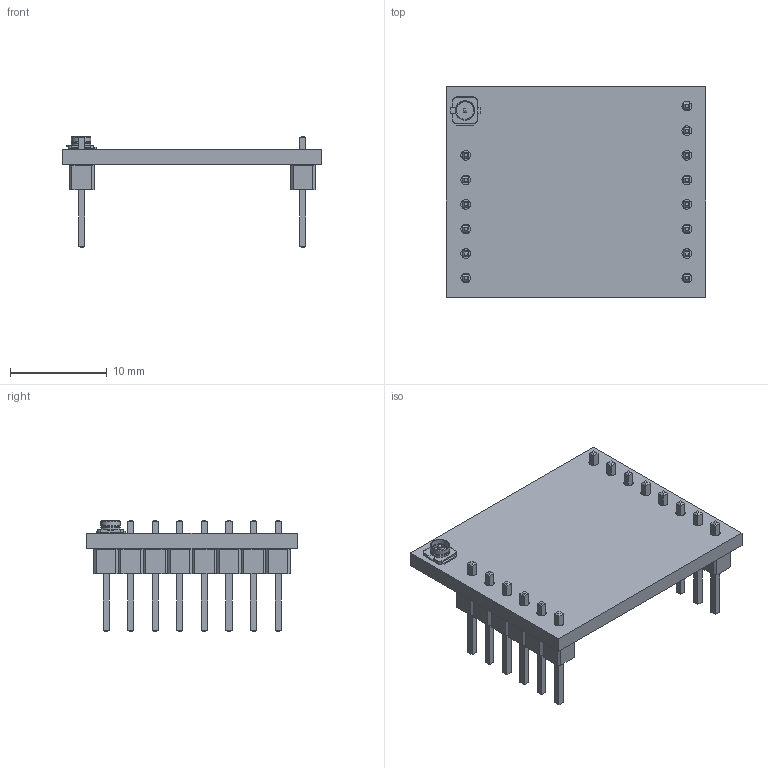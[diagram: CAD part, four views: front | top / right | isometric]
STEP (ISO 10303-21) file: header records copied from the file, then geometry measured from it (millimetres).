
FILE_DESCRIPTION(('KiCad electronic assembly'),'2;1');
FILE_NAME('Gstation LoRa.step','2023-01-24T09:45:23',('Pcbnew'),('Kicad' ),'Open CASCADE STEP processor 7.6','KiCad to STEP converter', 'Unknown');
FILE_SCHEMA(('AUTOMOTIVE_DESIGN { 1 0 10303 214 1 1 1 1 }'));
Length unit declared in the file: millimetre
Products named in the file (8): Gstation LoRa 1; U.FL_Hirose_U.FL-R-SMT-1_Vertical; SOLID; PinHeader_1x08_P2.54mm_Vertical; PinHeader_1x06_P2.54mm_Vertical; _autosave-Gstation LoRa PCB
Assembly tree (7 placements, depth 3):
  Gstation LoRa 1
    U.FL_Hirose_U.FL-R-SMT-1_Vertical
      SOLID
    PinHeader_1x08_P2.54mm_Vertical
      SOLID
    PinHeader_1x06_P2.54mm_Vertical
      SOLID
    _autosave-Gstation LoRa PCB
Bounding box: 26.8 x 21.75 x 11.54 mm (x, y, z)
Volume: 1193.8 mm3; surface area: 2108.4 mm2
Topology: 4 solids, 4 shells, 410 faces, 995 edges, 622 vertices
Faces by surface type: bspline 390, cylinder 14, plane 6
Full cylindrical faces by diameter (mm): 1 x14
Entity records: 25001 total; most frequent: CARTESIAN_POINT 8531, B_SPLINE_CURVE_WITH_KNOTS 2765, ORIENTED_EDGE 1988, PCURVE 1988, DEFINITIONAL_REPRESENTATION 1988, EDGE_CURVE 994, SURFACE_CURVE 971, VERTEX_POINT 622
